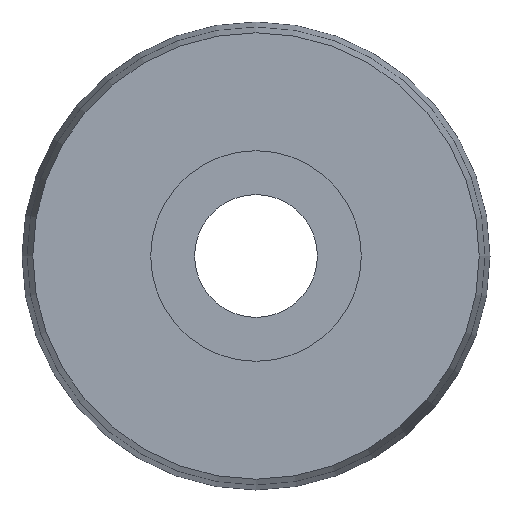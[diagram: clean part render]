
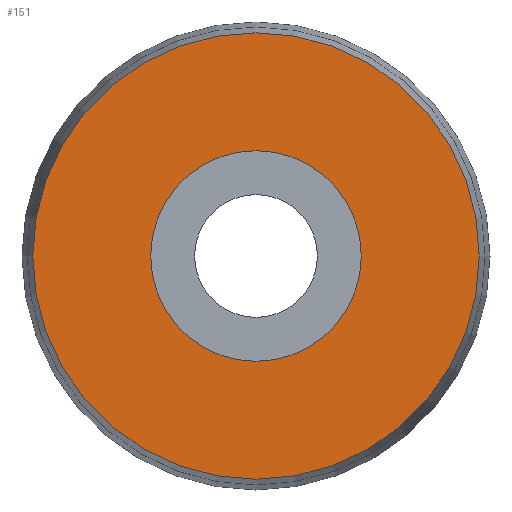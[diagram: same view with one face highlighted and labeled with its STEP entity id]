
A CAD part, left-side view. The second image highlights one B-rep face of the part: STEP entity #151.
In plain terms, the highlighted planar face has unit normal (-1, 0, 0).
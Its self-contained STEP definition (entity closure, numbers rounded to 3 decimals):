
#30=FACE_BOUND('',#63,.T.);
#42=FACE_OUTER_BOUND('',#62,.T.);
#62=EDGE_LOOP('',(#122));
#63=EDGE_LOOP('',(#123));
#78=CIRCLE('',#179,190.809);
#79=CIRCLE('',#181,90.);
#90=VERTEX_POINT('',#262);
#91=VERTEX_POINT('',#265);
#102=EDGE_CURVE('',#90,#90,#78,.T.);
#103=EDGE_CURVE('',#91,#91,#79,.T.);
#122=ORIENTED_EDGE('',*,*,#102,.T.);
#123=ORIENTED_EDGE('',*,*,#103,.F.);
#132=PLANE('',#180);
#151=ADVANCED_FACE('',(#42,#30),#132,.T.);
#179=AXIS2_PLACEMENT_3D('',#263,#221,#222);
#180=AXIS2_PLACEMENT_3D('',#264,#223,#224);
#181=AXIS2_PLACEMENT_3D('',#266,#225,#226);
#221=DIRECTION('center_axis',(-1.,0.,0.));
#222=DIRECTION('ref_axis',(0.,0.,1.));
#223=DIRECTION('center_axis',(-1.,0.,0.));
#224=DIRECTION('ref_axis',(0.,0.,1.));
#225=DIRECTION('center_axis',(-1.,0.,0.));
#226=DIRECTION('ref_axis',(0.,0.,1.));
#262=CARTESIAN_POINT('',(-72.5,0.,190.809));
#263=CARTESIAN_POINT('Origin',(-72.5,0.,0.));
#264=CARTESIAN_POINT('Origin',(-72.5,0.,90.));
#265=CARTESIAN_POINT('',(-72.5,0.,90.));
#266=CARTESIAN_POINT('Origin',(-72.5,0.,0.));
